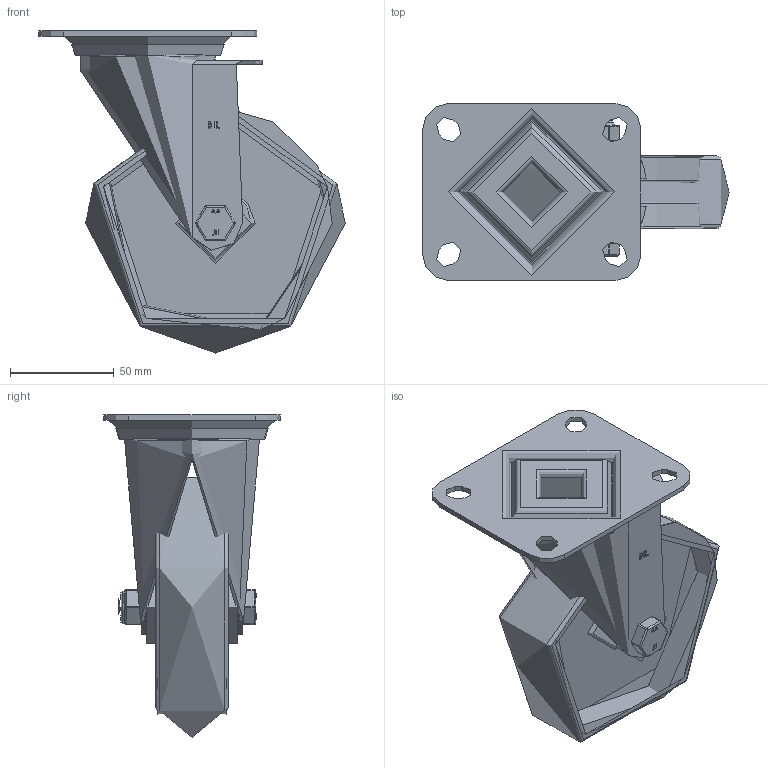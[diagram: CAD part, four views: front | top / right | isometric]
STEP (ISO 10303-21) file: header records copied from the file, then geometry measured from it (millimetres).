
FILE_DESCRIPTION(/* description */ (''),/* implementation_level */ '2;1');
FILE_NAME(/* name */ 'BZMM125NYB.step',/* time_stamp */ '2024-05-28T16:06:23+01:00',/* author */ (''),/* organization */ (''),/* preprocessor_version */ 'ST-DEVELOPER v20',/* originating_system */ 'Autodesk Translation Framework v13.14.0.145',/* authorisation */ '');
FILE_SCHEMA (('AUTOMOTIVE_DESIGN { 1 0 10303 214 3 1 1 }'));
Length unit declared in the file: millimetre
Products named in the file (21): BZMM125NYB; BZMM125AS - 2 v2; ZINC PLATED, PRESSED STEEL TOP PLATE; ZINC PLATED, PRESSED STEEL FORKS; BEARING SEAL; BZH125WNYRB v1; NYLON WHEEL; NYLON WHEEL Geometry; CAPS; ROLLER BEARING; CAGE; RIBS; Component4; TUBEM15X45 v1; ZINC PLATED, STEEL TUBE; HEXBOLTM10X60Z8.8 v2; GRADE 8.8 ZINC PLATED BOLT; NYLOCM10Z v1; NYLOC NUT; RUBBER; NUT
Assembly tree (27 placements, depth 5):
  BZMM125NYB
    BZMM125AS - 2 v2
      ZINC PLATED, PRESSED STEEL TOP PLATE
      ZINC PLATED, PRESSED STEEL FORKS
      BEARING SEAL
    BZH125WNYRB v1
      NYLON WHEEL
        NYLON WHEEL Geometry
        CAPS
      ROLLER BEARING
        CAGE
        RIBS
          Component4  x8
    TUBEM15X45 v1
      ZINC PLATED, STEEL TUBE
    HEXBOLTM10X60Z8.8 v2
      GRADE 8.8 ZINC PLATED BOLT
    NYLOCM10Z v1
      NYLOC NUT
        RUBBER
        NUT
Bounding box: 147.5 x 85 x 155 mm (x, y, z)
Volume: 273859 mm3; surface area: 121870.2 mm2
Topology: 19 solids, 19 shells, 441 faces, 1072 edges, 677 vertices
Faces by surface type: plane 197, cylinder 147, bspline 53, torus 18, sphere 18, cone 8
Full cylindrical faces by diameter (mm): 4 x8, 8.141 x19, 9.85 x20, 10 x3, 10.2 x1, 10.3 x2, 12 x2, 14.95 x1, 15 x3, 15.5 x1, 16 x1, 22.75 x1, 23 x3, 28 x1, 34 x3, 34.5 x2, 49 x1, 61 x1, 65 x1
Entity records: 19361 total; most frequent: CARTESIAN_POINT 8958, ORIENTED_EDGE 2102, DIRECTION 1983, EDGE_CURVE 1051, AXIS2_PLACEMENT_3D 720, VERTEX_POINT 663, LINE 543, VECTOR 543
